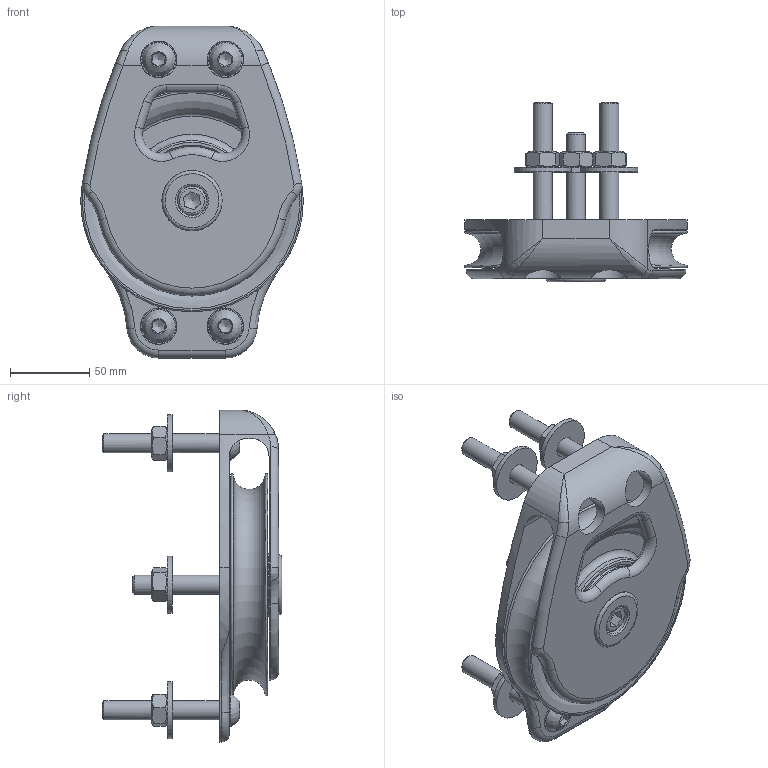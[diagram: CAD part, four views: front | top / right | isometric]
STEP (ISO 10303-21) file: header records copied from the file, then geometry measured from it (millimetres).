
FILE_DESCRIPTION(/* description */ (''),/* implementation_level */ '2;1');
FILE_NAME(/* name */ '01411.stp',/* time_stamp */ '2020-10-26T14:43:31+01:00',/* author */ ('lucade'),/* organization */ (''),/* preprocessor_version */ 'ST-DEVELOPER v18.1',/* originating_system */ 'Autodesk Inventor 2021',/* authorisation */ '');
FILE_SCHEMA (('AUTOMOTIVE_DESIGN { 1 0 10303 214 3 1 1 }'));
Length unit declared in the file: millimetre
Products named in the file (1): Parte11
Bounding box: 140 x 113 x 209 mm (x, y, z)
Volume: 473339.7 mm3; surface area: 178031.5 mm2
Topology: 2 solids, 2 shells, 352 faces, 853 edges, 552 vertices
Faces by surface type: plane 149, cylinder 94, torus 56, cone 43, bspline 10
Full cylindrical faces by diameter (mm): 12 x10, 12.4 x4, 12.7 x1, 13 x5, 15 x4, 15.1 x4, 18 x1, 19 x1, 22.5 x4, 23 x4, 31.8 x1, 32 x3, 36 x5, 37.8 x1, 38 x1, 39.8 x1, 50 x1, 57.4 x2, 70.6 x2
Entity records: 10809 total; most frequent: CARTESIAN_POINT 2609, DIRECTION 1781, ORIENTED_EDGE 1692, EDGE_CURVE 846, AXIS2_PLACEMENT_3D 751, VERTEX_POINT 552, EDGE_LOOP 420, CIRCLE 408
